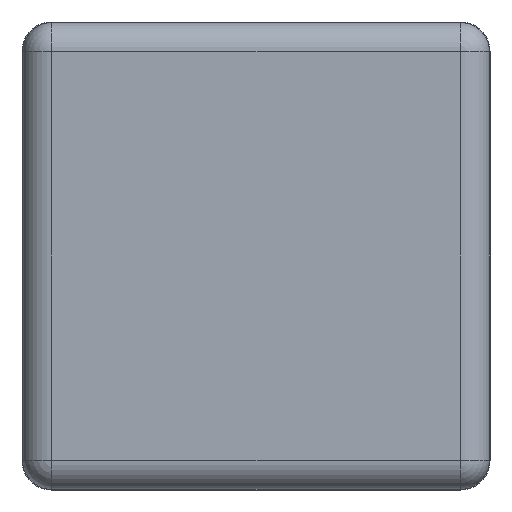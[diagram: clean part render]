
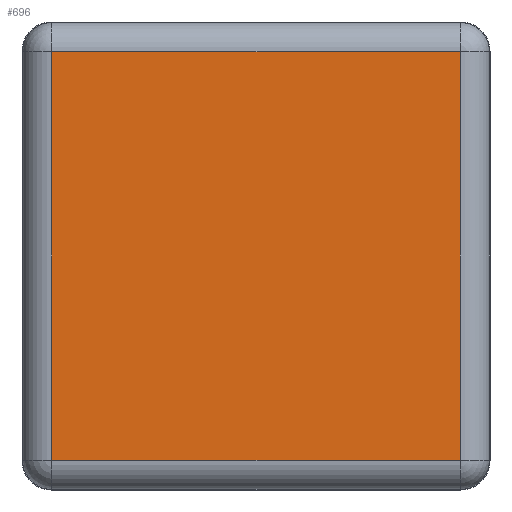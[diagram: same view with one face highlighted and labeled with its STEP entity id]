
A CAD part, left-side view. The second image highlights one B-rep face of the part: STEP entity #696.
In plain terms, the highlighted planar face has unit normal (-1, 0, 0).
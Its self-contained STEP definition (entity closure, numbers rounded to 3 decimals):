
#28 = ORIENTED_EDGE ( 'NONE', *, *, #160, .T. ) ;
#32 = CARTESIAN_POINT ( 'NONE',  ( -0.8, 0.75, -0.35 ) ) ;
#62 = VERTEX_POINT ( 'NONE', #220 ) ;
#79 = EDGE_LOOP ( 'NONE', ( #28, #483, #1231, #1285 ) ) ;
#160 = EDGE_CURVE ( 'NONE', #523, #955, #649, .T. ) ;
#189 = CARTESIAN_POINT ( 'NONE',  ( -0.8, 0.05, -0.35 ) ) ;
#220 = CARTESIAN_POINT ( 'NONE',  ( -0.8, 0.05, 0.35 ) ) ;
#223 = CARTESIAN_POINT ( 'NONE',  ( -0.8, 0.05, 0.35 ) ) ;
#337 = DIRECTION ( 'NONE',  ( 0., 0., -1. ) ) ;
#338 = VECTOR ( 'NONE', #867, 1000. ) ;
#364 = LINE ( 'NONE', #778, #1312 ) ;
#483 = ORIENTED_EDGE ( 'NONE', *, *, #790, .F. ) ;
#498 = VERTEX_POINT ( 'NONE', #872 ) ;
#500 = PLANE ( 'NONE',  #1252 ) ;
#504 = CARTESIAN_POINT ( 'NONE',  ( -0.8, 0.75, 0.35 ) ) ;
#512 = DIRECTION ( 'NONE',  ( -1., 0., 0. ) ) ;
#517 = DIRECTION ( 'NONE',  ( 0., 0., 1. ) ) ;
#523 = VERTEX_POINT ( 'NONE', #1082 ) ;
#649 = LINE ( 'NONE', #32, #338 ) ;
#681 = EDGE_CURVE ( 'NONE', #523, #498, #364, .T. ) ;
#696 = ADVANCED_FACE ( 'NONE', ( #1350 ), #500, .T. ) ;
#778 = CARTESIAN_POINT ( 'NONE',  ( -0.8, 0.75, -0.35 ) ) ;
#790 = EDGE_CURVE ( 'NONE', #62, #955, #1268, .T. ) ;
#826 = CARTESIAN_POINT ( 'NONE',  ( -0.8, 0., -0.4 ) ) ;
#838 = VECTOR ( 'NONE', #337, 1000. ) ;
#867 = DIRECTION ( 'NONE',  ( 0., -1., 0. ) ) ;
#872 = CARTESIAN_POINT ( 'NONE',  ( -0.8, 0.75, 0.35 ) ) ;
#921 = EDGE_CURVE ( 'NONE', #498, #62, #1294, .T. ) ;
#955 = VERTEX_POINT ( 'NONE', #189 ) ;
#1015 = DIRECTION ( 'NONE',  ( 0., -1., 0. ) ) ;
#1082 = CARTESIAN_POINT ( 'NONE',  ( -0.8, 0.75, -0.35 ) ) ;
#1139 = VECTOR ( 'NONE', #1015, 1000. ) ;
#1231 = ORIENTED_EDGE ( 'NONE', *, *, #921, .F. ) ;
#1252 = AXIS2_PLACEMENT_3D ( 'NONE', #826, #512, #1255 ) ;
#1255 = DIRECTION ( 'NONE',  ( 0., 0., 1. ) ) ;
#1268 = LINE ( 'NONE', #223, #838 ) ;
#1285 = ORIENTED_EDGE ( 'NONE', *, *, #681, .F. ) ;
#1294 = LINE ( 'NONE', #504, #1139 ) ;
#1312 = VECTOR ( 'NONE', #517, 1000. ) ;
#1350 = FACE_OUTER_BOUND ( 'NONE', #79, .T. ) ;
